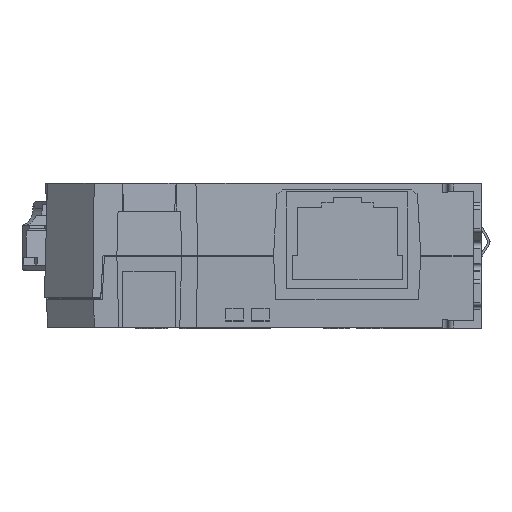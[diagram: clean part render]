
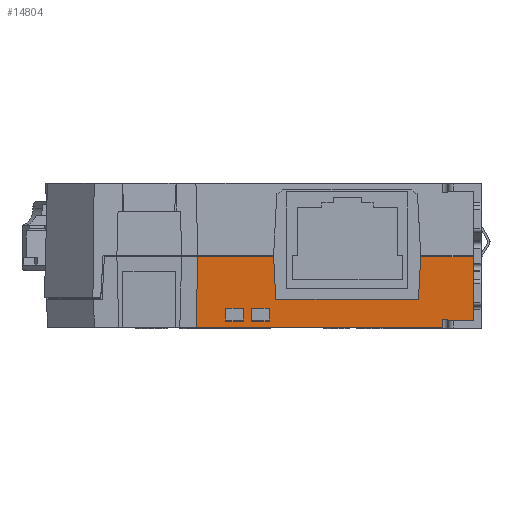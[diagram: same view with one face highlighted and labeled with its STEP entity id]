
A CAD part, front view. The second image highlights one B-rep face of the part: STEP entity #14804.
In plain terms, the highlighted planar face has unit normal (0, -1, -0.026).
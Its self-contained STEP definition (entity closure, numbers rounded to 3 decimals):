
#364=DIRECTION('',(0.,-0.026,1.));
#365=VECTOR('',#364,0.2);
#366=CARTESIAN_POINT('',(25.7,-85.772,0.9));
#367=LINE('',#366,#365);
#380=DIRECTION('',(0.052,0.026,-0.998));
#381=VECTOR('',#380,5.81);
#382=CARTESIAN_POINT('',(2.,-86.,9.6));
#383=LINE('',#382,#381);
#384=DIRECTION('',(1.,0.,0.));
#385=VECTOR('',#384,19.392);
#386=CARTESIAN_POINT('',(2.304,-85.848,3.8));
#387=LINE('',#386,#385);
#388=DIRECTION('',(0.052,-0.026,0.998));
#389=VECTOR('',#388,5.81);
#390=CARTESIAN_POINT('',(21.696,-85.848,3.8));
#391=LINE('',#390,#389);
#392=DIRECTION('',(1.,0.,0.));
#393=VECTOR('',#392,7.);
#394=CARTESIAN_POINT('',(22.,-86.,9.6));
#395=LINE('',#394,#393);
#396=DIRECTION('',(0.,0.026,-1.));
#397=VECTOR('',#396,0.1);
#398=CARTESIAN_POINT('',(29.,-86.003,9.7));
#399=LINE('',#398,#397);
#400=DIRECTION('',(-1.,0.,0.));
#401=VECTOR('',#400,3.5);
#402=CARTESIAN_POINT('',(29.2,-85.772,0.9));
#403=LINE('',#402,#401);
#404=DIRECTION('',(-1.,0.,0.));
#405=VECTOR('',#404,0.738);
#406=CARTESIAN_POINT('',(25.7,-85.777,1.1));
#407=LINE('',#406,#405);
#408=DIRECTION('',(0.,-0.026,1.));
#409=VECTOR('',#408,1.1);
#410=CARTESIAN_POINT('',(24.962,-85.749,0.));
#411=LINE('',#410,#409);
#412=DIRECTION('',(-0.026,0.026,-0.999));
#413=VECTOR('',#412,9.607);
#414=CARTESIAN_POINT('',(-8.3,-86.,9.6));
#415=LINE('',#414,#413);
#416=DIRECTION('',(1.,0.,0.));
#417=VECTOR('',#416,10.3);
#418=CARTESIAN_POINT('',(-8.3,-86.,9.6));
#419=LINE('',#418,#417);
#420=DIRECTION('',(0.001,0.026,-1.));
#421=VECTOR('',#420,1.76);
#422=CARTESIAN_POINT('',(-4.506,-85.817,2.606));
#423=LINE('',#422,#421);
#428=DIRECTION('',(-1.,0.,0.));
#429=VECTOR('',#428,2.411);
#430=CARTESIAN_POINT('',(-2.094,-85.817,2.606));
#431=LINE('',#430,#429);
#436=DIRECTION('',(0.001,-0.026,1.));
#437=VECTOR('',#436,1.76);
#438=CARTESIAN_POINT('',(-2.096,-85.771,
0.846));
#439=LINE('',#438,#437);
#444=DIRECTION('',(1.,0.,0.));
#445=VECTOR('',#444,2.408);
#446=CARTESIAN_POINT('',(-4.504,-85.771,
0.846));
#447=LINE('',#446,#445);
#484=DIRECTION('',(0.001,0.026,-1.));
#485=VECTOR('',#484,1.76);
#486=CARTESIAN_POINT('',(-1.006,-85.817,2.606));
#487=LINE('',#486,#485);
#492=DIRECTION('',(-1.,0.,0.));
#493=VECTOR('',#492,2.411);
#494=CARTESIAN_POINT('',(1.406,-85.817,2.606));
#495=LINE('',#494,#493);
#500=DIRECTION('',(0.001,-0.026,1.));
#501=VECTOR('',#500,1.76);
#502=CARTESIAN_POINT('',(1.404,-85.771,0.846));
#503=LINE('',#502,#501);
#508=DIRECTION('',(1.,0.,0.));
#509=VECTOR('',#508,2.408);
#510=CARTESIAN_POINT('',(-1.004,-85.771,
0.846));
#511=LINE('',#510,#509);
#828=DIRECTION('',(-1.,0.,0.));
#829=VECTOR('',#828,0.2);
#830=CARTESIAN_POINT('',(29.2,-86.003,9.7));
#831=LINE('',#830,#829);
#3001=DIRECTION('',(-1.,0.,0.));
#3002=VECTOR('',#3001,33.513);
#3003=CARTESIAN_POINT('',(24.962,-85.749,0.));
#3004=LINE('',#3003,#3002);
#5676=DIRECTION('',(0.,-0.026,1.));
#5677=VECTOR('',#5676,8.803);
#5678=CARTESIAN_POINT('',(29.2,-85.772,0.9));
#5679=LINE('',#5678,#5677);
#11350=CARTESIAN_POINT('',(-4.506,-85.817,
2.606));
#11351=CARTESIAN_POINT('',(-4.504,-85.771,
0.846));
#11352=VERTEX_POINT('',#11350);
#11353=VERTEX_POINT('',#11351);
#11354=CARTESIAN_POINT('',(-2.096,-85.771,
0.846));
#11355=VERTEX_POINT('',#11354);
#11356=CARTESIAN_POINT('',(-2.094,-85.817,
2.606));
#11357=VERTEX_POINT('',#11356);
#11358=CARTESIAN_POINT('',(-1.006,-85.817,
2.606));
#11359=CARTESIAN_POINT('',(-1.004,-85.771,
0.846));
#11360=VERTEX_POINT('',#11358);
#11361=VERTEX_POINT('',#11359);
#11362=CARTESIAN_POINT('',(1.404,-85.771,
0.846));
#11363=VERTEX_POINT('',#11362);
#11364=CARTESIAN_POINT('',(1.406,-85.817,
2.606));
#11365=VERTEX_POINT('',#11364);
#12160=CARTESIAN_POINT('',(24.962,-85.749,0.));
#12162=VERTEX_POINT('',#12160);
#12164=CARTESIAN_POINT('',(24.962,-85.777,1.1));
#12165=VERTEX_POINT('',#12164);
#12166=CARTESIAN_POINT('',(-8.551,-85.749,0.));
#12167=VERTEX_POINT('',#12166);
#12226=CARTESIAN_POINT('',(25.7,-85.777,1.1));
#12227=VERTEX_POINT('',#12226);
#12590=CARTESIAN_POINT('',(2.304,-85.848,3.8));
#12591=CARTESIAN_POINT('',(21.696,-85.848,3.8));
#12592=VERTEX_POINT('',#12590);
#12593=VERTEX_POINT('',#12591);
#13050=CARTESIAN_POINT('',(29.2,-86.003,9.7));
#13051=VERTEX_POINT('',#13050);
#13189=CARTESIAN_POINT('',(29.2,-85.772,0.9));
#13190=CARTESIAN_POINT('',(25.7,-85.772,0.9));
#13191=VERTEX_POINT('',#13189);
#13192=VERTEX_POINT('',#13190);
#13756=CARTESIAN_POINT('',(-8.3,-86.,9.6));
#13757=CARTESIAN_POINT('',(2.,-86.,9.6));
#13758=VERTEX_POINT('',#13756);
#13759=VERTEX_POINT('',#13757);
#13814=CARTESIAN_POINT('',(22.,-86.,9.6));
#13816=VERTEX_POINT('',#13814);
#13824=CARTESIAN_POINT('',(29.,-86.,9.6));
#13825=VERTEX_POINT('',#13824);
#13826=CARTESIAN_POINT('',(29.,-86.003,9.7));
#13827=VERTEX_POINT('',#13826);
#14751=CARTESIAN_POINT('',(0.,-85.69,-2.244));
#14752=DIRECTION('',(0.,-1.,-0.026));
#14753=DIRECTION('',(1.,0.,0.));
#14754=AXIS2_PLACEMENT_3D('',#14751,#14752,#14753);
#14755=PLANE('',#14754);
#14757=ORIENTED_EDGE('',*,*,#14756,.T.);
#14759=ORIENTED_EDGE('',*,*,#14758,.T.);
#14761=ORIENTED_EDGE('',*,*,#14760,.T.);
#14763=ORIENTED_EDGE('',*,*,#14762,.T.);
#14765=ORIENTED_EDGE('',*,*,#14764,.F.);
#14767=ORIENTED_EDGE('',*,*,#14766,.F.);
#14769=ORIENTED_EDGE('',*,*,#14768,.F.);
#14770=ORIENTED_EDGE('',*,*,#14484,.T.);
#14771=ORIENTED_EDGE('',*,*,#14738,.T.);
#14773=ORIENTED_EDGE('',*,*,#14772,.T.);
#14775=ORIENTED_EDGE('',*,*,#14774,.F.);
#14777=ORIENTED_EDGE('',*,*,#14776,.T.);
#14779=ORIENTED_EDGE('',*,*,#14778,.F.);
#14781=ORIENTED_EDGE('',*,*,#14780,.T.);
#14782=EDGE_LOOP('',(#14757,#14759,#14761,#14763,#14765,#14767,#14769,#14770,
#14771,#14773,#14775,#14777,#14779,#14781));
#14783=FACE_OUTER_BOUND('',#14782,.F.);
#14785=ORIENTED_EDGE('',*,*,#14784,.T.);
#14787=ORIENTED_EDGE('',*,*,#14786,.T.);
#14789=ORIENTED_EDGE('',*,*,#14788,.T.);
#14791=ORIENTED_EDGE('',*,*,#14790,.T.);
#14792=EDGE_LOOP('',(#14785,#14787,#14789,#14791));
#14793=FACE_BOUND('',#14792,.F.);
#14795=ORIENTED_EDGE('',*,*,#14794,.T.);
#14797=ORIENTED_EDGE('',*,*,#14796,.T.);
#14799=ORIENTED_EDGE('',*,*,#14798,.T.);
#14801=ORIENTED_EDGE('',*,*,#14800,.T.);
#14802=EDGE_LOOP('',(#14795,#14797,#14799,#14801));
#14803=FACE_BOUND('',#14802,.F.);
#14804=ADVANCED_FACE('',(#14783,#14793,#14803),#14755,.T.);
#14484=EDGE_CURVE('',#13191,#13192,#403,.T.);
#14738=EDGE_CURVE('',#13192,#12227,#367,.T.);
#14756=EDGE_CURVE('',#13759,#12592,#383,.T.);
#14758=EDGE_CURVE('',#12592,#12593,#387,.T.);
#14760=EDGE_CURVE('',#12593,#13816,#391,.T.);
#14762=EDGE_CURVE('',#13816,#13825,#395,.T.);
#14764=EDGE_CURVE('',#13827,#13825,#399,.T.);
#14766=EDGE_CURVE('',#13051,#13827,#831,.T.);
#14768=EDGE_CURVE('',#13191,#13051,#5679,.T.);
#14772=EDGE_CURVE('',#12227,#12165,#407,.T.);
#14774=EDGE_CURVE('',#12162,#12165,#411,.T.);
#14776=EDGE_CURVE('',#12162,#12167,#3004,.T.);
#14778=EDGE_CURVE('',#13758,#12167,#415,.T.);
#14780=EDGE_CURVE('',#13758,#13759,#419,.T.);
#14784=EDGE_CURVE('',#11360,#11361,#487,.T.);
#14786=EDGE_CURVE('',#11361,#11363,#511,.T.);
#14788=EDGE_CURVE('',#11363,#11365,#503,.T.);
#14790=EDGE_CURVE('',#11365,#11360,#495,.T.);
#14794=EDGE_CURVE('',#11352,#11353,#423,.T.);
#14796=EDGE_CURVE('',#11353,#11355,#447,.T.);
#14798=EDGE_CURVE('',#11355,#11357,#439,.T.);
#14800=EDGE_CURVE('',#11357,#11352,#431,.T.);
